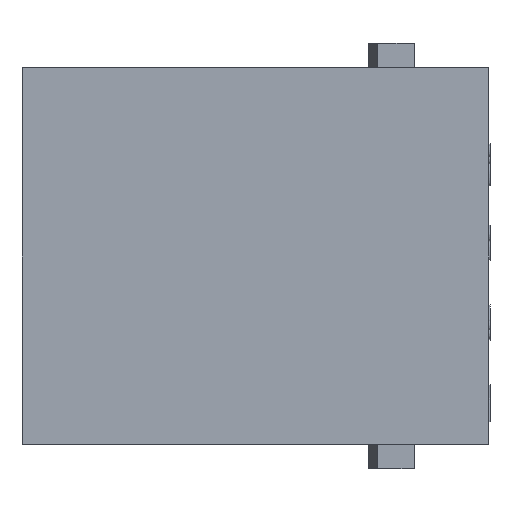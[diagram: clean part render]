
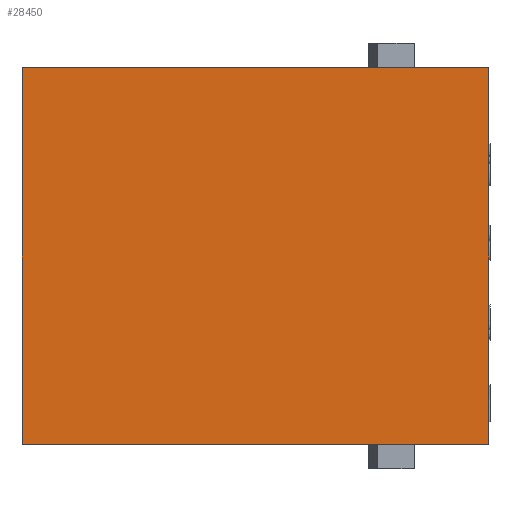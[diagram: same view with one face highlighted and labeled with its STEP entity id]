
A CAD part, left-side view. The second image highlights one B-rep face of the part: STEP entity #28450.
In plain terms, the highlighted planar face has unit normal (-1, 0, 0).
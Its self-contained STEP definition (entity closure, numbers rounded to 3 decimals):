
#213=DIRECTION('',(0.,0.,1.));
#214=VECTOR('',#213,30.3);
#215=CARTESIAN_POINT('',(-14.6,0.,-15.15));
#216=LINE('',#215,#214);
#3595=DIRECTION('',(0.,0.,-1.));
#3596=VECTOR('',#3595,30.3);
#3597=CARTESIAN_POINT('',(-14.6,-37.55,15.15));
#3598=LINE('',#3597,#3596);
#7249=DIRECTION('',(0.,-1.,0.));
#7250=VECTOR('',#7249,37.55);
#7251=CARTESIAN_POINT('',(-14.6,0.,-15.15));
#7252=LINE('',#7251,#7250);
#7273=DIRECTION('',(0.,-1.,0.));
#7274=VECTOR('',#7273,37.55);
#7275=CARTESIAN_POINT('',(-14.6,0.,15.15));
#7276=LINE('',#7275,#7274);
#16604=CARTESIAN_POINT('',(-14.6,0.,-15.15));
#16606=VERTEX_POINT('',#16604);
#16607=CARTESIAN_POINT('',(-14.6,0.,15.15));
#16608=VERTEX_POINT('',#16607);
#17427=CARTESIAN_POINT('',(-14.6,-37.55,15.15));
#17428=VERTEX_POINT('',#17427);
#17429=CARTESIAN_POINT('',(-14.6,-37.55,-15.15));
#17430=VERTEX_POINT('',#17429);
#28438=CARTESIAN_POINT('',(-14.6,0.,-15.15));
#28439=DIRECTION('',(-1.,0.,0.));
#28440=DIRECTION('',(0.,0.,1.));
#28441=AXIS2_PLACEMENT_3D('',#28438,#28439,#28440);
#28442=PLANE('',#28441);
#28444=ORIENTED_EDGE('',*,*,#28443,.T.);
#28445=ORIENTED_EDGE('',*,*,#26382,.T.);
#28446=ORIENTED_EDGE('',*,*,#28402,.F.);
#28447=ORIENTED_EDGE('',*,*,#21966,.T.);
#28448=EDGE_LOOP('',(#28444,#28445,#28446,#28447));
#28449=FACE_OUTER_BOUND('',#28448,.F.);
#28450=ADVANCED_FACE('',(#28449),#28442,.T.);
#21966=EDGE_CURVE('',#16606,#16608,#216,.T.);
#26382=EDGE_CURVE('',#17428,#17430,#3598,.T.);
#28402=EDGE_CURVE('',#16606,#17430,#7252,.T.);
#28443=EDGE_CURVE('',#16608,#17428,#7276,.T.);
